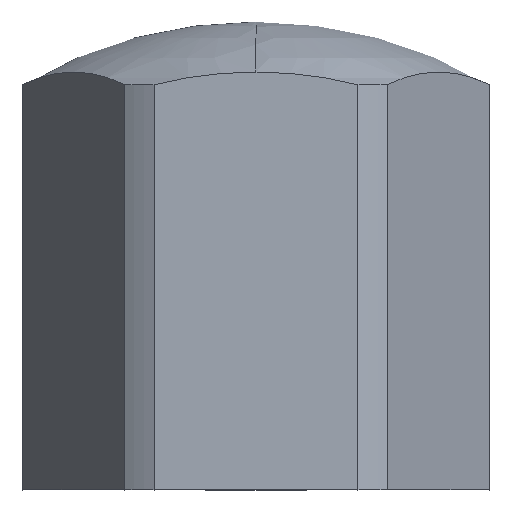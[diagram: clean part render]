
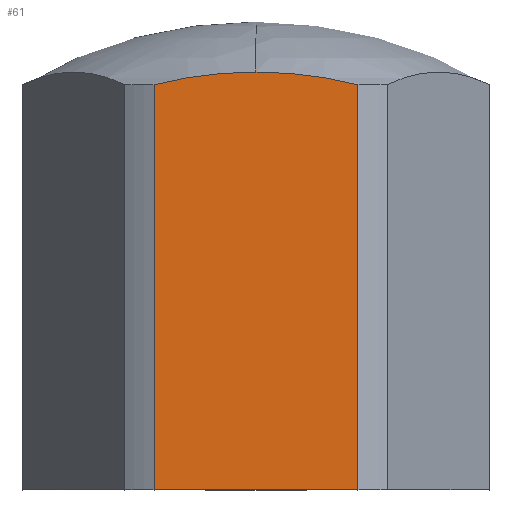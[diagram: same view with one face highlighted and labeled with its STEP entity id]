
A CAD part, left-side view. The second image highlights one B-rep face of the part: STEP entity #61.
In plain terms, the highlighted planar face has unit normal (-1, 0, 0).
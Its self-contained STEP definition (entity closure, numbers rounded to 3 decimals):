
#61=ADVANCED_FACE('',(#104),#105,.T.);
#104=FACE_OUTER_BOUND('',#158,.T.);
#105=PLANE('',#159);
#158=EDGE_LOOP('',(#300,#301,#302,#303,#304));
#159=AXIS2_PLACEMENT_3D('',#305,#306,#307);
#300=ORIENTED_EDGE('',*,*,#419,.F.);
#301=ORIENTED_EDGE('',*,*,#437,.F.);
#302=ORIENTED_EDGE('',*,*,#414,.F.);
#303=ORIENTED_EDGE('',*,*,#400,.T.);
#304=ORIENTED_EDGE('',*,*,#438,.T.);
#305=CARTESIAN_POINT('',(-18.0,10.392,0.0));
#306=DIRECTION('',(-1.0,0.,0.0));
#307=DIRECTION('',(0.,-1.0,0.0));
#400=EDGE_CURVE('',#477,#474,#478,.T.);
#414=EDGE_CURVE('',#477,#502,#503,.T.);
#419=EDGE_CURVE('',#510,#512,#513,.T.);
#437=EDGE_CURVE('',#502,#510,#539,.T.);
#438=EDGE_CURVE('',#474,#512,#540,.T.);
#474=VERTEX_POINT('',#586);
#477=VERTEX_POINT('',#589);
#478=CIRCLE('',#590,35.721);
#502=VERTEX_POINT('',#618);
#503=LINE('',#619,#620);
#510=VERTEX_POINT('',#629);
#512=VERTEX_POINT('',#631);
#513=LINE('',#632,#633);
#539=LINE('',#668,#669);
#540=CIRCLE('',#670,35.721);
#586=CARTESIAN_POINT('',(-18.0,0.,35.721));
#589=CARTESIAN_POINT('',(-18.0,-8.718,34.641));
#590=AXIS2_PLACEMENT_3D('',#708,#709,#710);
#618=CARTESIAN_POINT('',(-18.0,-8.718,0.0));
#619=CARTESIAN_POINT('',(-18.0,-8.718,17.861));
#620=VECTOR('',#742,1.0);
#629=CARTESIAN_POINT('',(-18.0,8.718,0.0));
#631=CARTESIAN_POINT('',(-18.0,8.718,34.641));
#632=CARTESIAN_POINT('',(-18.0,8.718,17.861));
#633=VECTOR('',#751,1.0);
#668=CARTESIAN_POINT('',(-18.0,-10.392,0.0));
#669=VECTOR('',#785,10.0);
#670=AXIS2_PLACEMENT_3D('',#786,#787,#788);
#708=CARTESIAN_POINT('',(-18.0,0.,0.));
#709=DIRECTION('',(-1.0,0.,-0.0));
#710=DIRECTION('',(0.0,0.0,-1.0));
#742=DIRECTION('',(-0.0,-0.0,-1.0));
#751=DIRECTION('',(0.0,0.0,1.0));
#785=DIRECTION('',(0.,1.0,0.0));
#786=CARTESIAN_POINT('',(-18.0,0.,0.));
#787=DIRECTION('',(-1.0,0.,-0.0));
#788=DIRECTION('',(0.0,0.0,-1.0));
